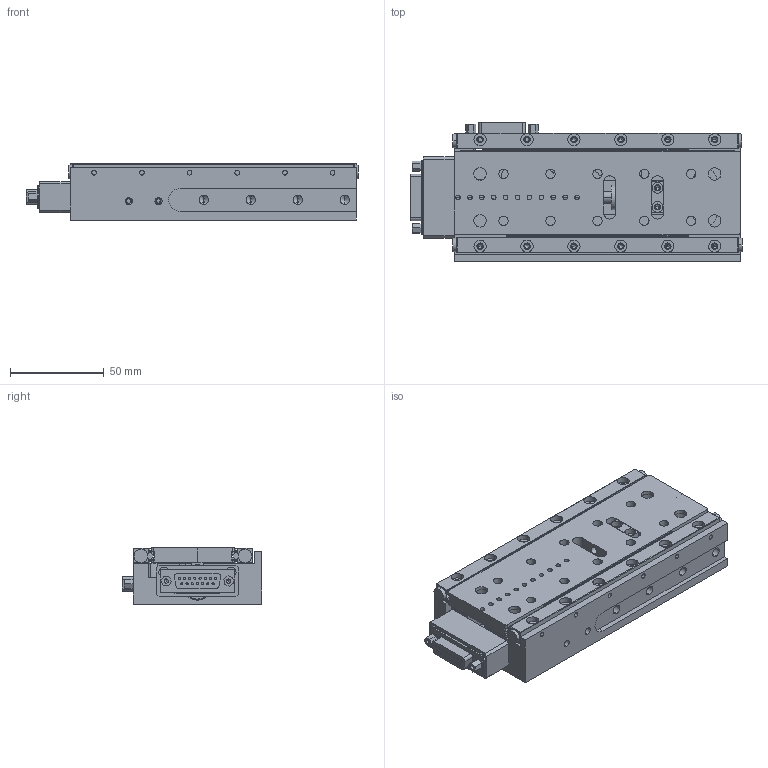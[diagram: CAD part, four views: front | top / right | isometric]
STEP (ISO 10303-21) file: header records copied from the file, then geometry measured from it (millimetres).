
FILE_DESCRIPTION (( 'STEP AP214' ), '1' );
FILE_NAME ('LS-50HE ASSEMBLY (Centered Travel).STEP', '2020-05-18T16:26:10', ( 'Matthew' ), ( 'Microsoft' ), 'SwSTEP 2.0', 'SolidWorks 2020', '' );
FILE_SCHEMA (( 'AUTOMOTIVE_DESIGN' ));
Length unit declared in the file: millimetre
Products named in the file (1): LS-50HE ASSEMBLY (Centered Travel)
Bounding box: 176.82 x 74.4 x 30 mm (x, y, z)
Volume: 245729.4 mm3; surface area: 113981.1 mm2
Topology: 28 solids, 28 shells, 1453 faces, 3582 edges, 2212 vertices
Faces by surface type: cylinder 696, plane 587, cone 158, torus 12
Entity records: 47330 total; most frequent: CARTESIAN_POINT 10234, DIRECTION 7734, ORIENTED_EDGE 6948, EDGE_CURVE 3474, AXIS2_PLACEMENT_3D 2913, VERTEX_POINT 2212, VECTOR 1908, LINE 1908
